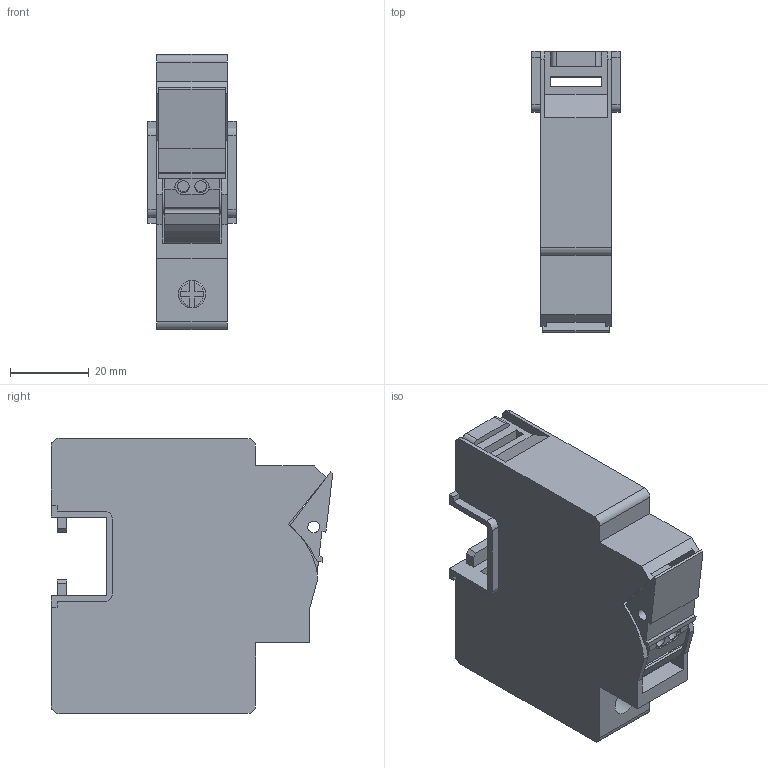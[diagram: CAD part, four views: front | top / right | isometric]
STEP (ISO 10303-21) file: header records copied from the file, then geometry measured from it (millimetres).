
FILE_DESCRIPTION(/* description */ ('STEP AP214'),/* implementation_level */ '2;1');
FILE_NAME(/* name */ '31572',/* time_stamp */ '2023-10-04T11:54:09+02:00',/* author */ ('License CC BY-ND 4.0'),/* organization */ ('CADENAS'),/* preprocessor_version */ 'ST-DEVELOPER v19.3',/* originating_system */ 'PARTsolutions',/* authorisation */ ' ');
FILE_SCHEMA (('AUTOMOTIVE_DESIGN {1 0 10303 214 3 1 1}'));
Length unit declared in the file: millimetre
Products named in the file (6): 31572; 79602000; 77229000; 77228000; 30414000; 77225000
Assembly tree (5 placements, depth 2):
  31572
    79602000
    77229000
    77228000
    30414000
    77225000
Bounding box: 22.5 x 71.65 x 70 mm (x, y, z)
Volume: 50813 mm3; surface area: 30748 mm2
Topology: 5 solids, 5 shells, 272 faces, 771 edges, 511 vertices
Faces by surface type: plane 200, cylinder 70, torus 2
Full cylindrical faces by diameter (mm): 3 x3, 4 x2, 4.5 x1, 6 x1, 7 x3, 8 x1, 10 x1
Entity records: 8905 total; most frequent: CARTESIAN_POINT 1574, ORIENTED_EDGE 1510, DIRECTION 1454, EDGE_CURVE 755, LINE 592, VECTOR 592, VERTEX_POINT 507, AXIS2_PLACEMENT_3D 431
